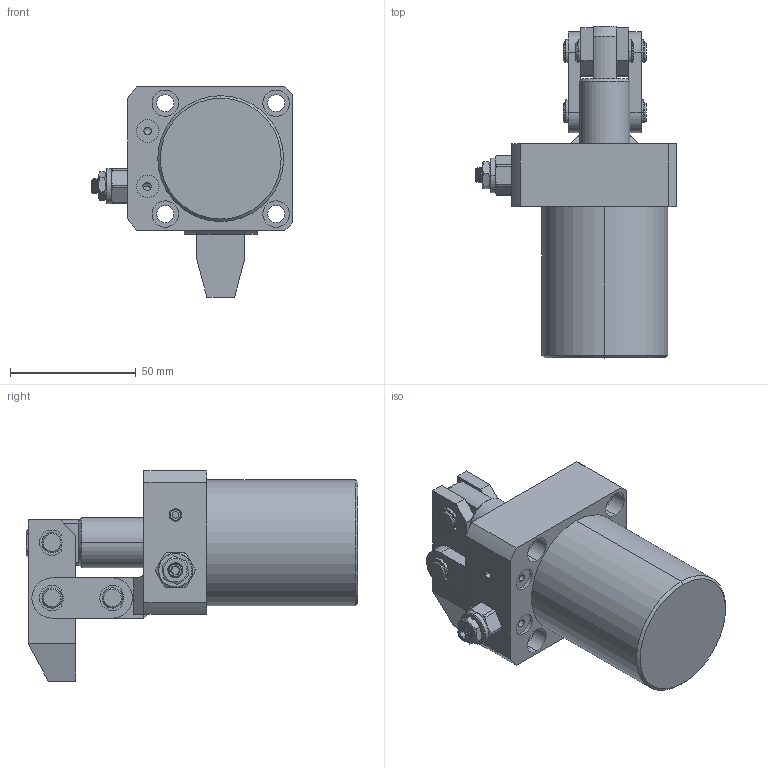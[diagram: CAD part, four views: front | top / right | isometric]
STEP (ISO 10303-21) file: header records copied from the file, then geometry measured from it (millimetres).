
FILE_DESCRIPTION (( 'STEP AP214' ), '1' );
FILE_NAME ('CHLC-FAMT32L.STEP', '2019-04-15T01:13:51', ( '' ), ( '' ), 'SwSTEP 2.0', 'SolidWorks 2016', '' );
FILE_SCHEMA (( 'AUTOMOTIVE_DESIGN' ));
Length unit declared in the file: millimetre
Products named in the file (11): LHC01D-32-01_1; socket set screw flat point_iso_ISO 4026 - M5 x 6-S; CZL10覃厒概_1; chlc-famT32BT-HANJIE; CHLC-32-08_1; CHLC-32-04_1_1; CHLC-32-03_1; CHLC-32-02_1; benti; CHLC-FAMT32L; 揤旋
Assembly tree (17 placements, depth 2):
  CHLC-FAMT32L
    benti
    CHLC-32-02_1
    CHLC-32-03_1  x2
    CHLC-32-04_1_1  x2
    CHLC-32-08_1
    chlc-famT32BT-HANJIE
    CZL10覃厒概_1
    socket set screw flat point_iso_ISO 4026 - M5 x 6-S
    LHC01D-32-01_1  x6
    揤旋
Bounding box: 79.8 x 131.8 x 83.5 mm (x, y, z)
Volume: 225170.7 mm3; surface area: 59914.9 mm2
Topology: 21 solids, 21 shells, 743 faces, 1906 edges, 1232 vertices
Faces by surface type: cylinder 336, plane 212, cone 125, bspline 54, torus 16
Entity records: 35923 total; most frequent: CARTESIAN_POINT 16551, ORIENTED_EDGE 2948, DIRECTION 2778, EDGE_CURVE 1474, AXIS2_PLACEMENT_3D 1096, VERTEX_POINT 948, EDGE_LOOP 656, VECTOR 586
